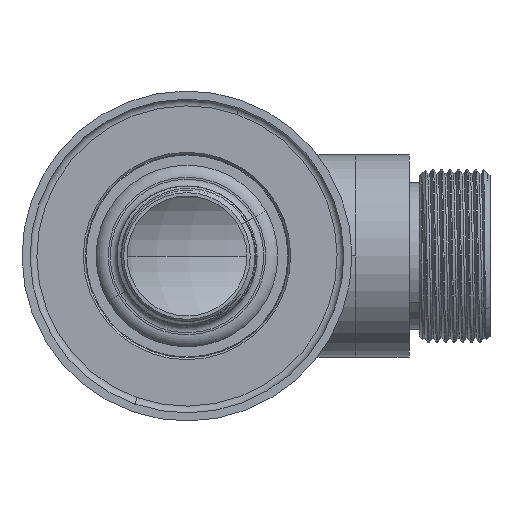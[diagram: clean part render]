
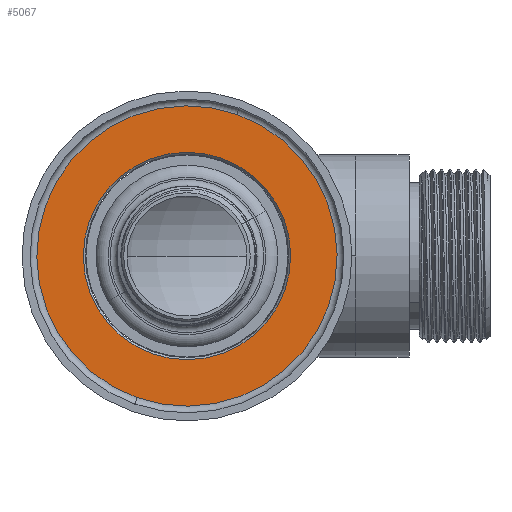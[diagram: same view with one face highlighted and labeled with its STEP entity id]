
A CAD part, front view. The second image highlights one B-rep face of the part: STEP entity #5067.
In plain terms, the highlighted planar face has unit normal (0, -1, 0).
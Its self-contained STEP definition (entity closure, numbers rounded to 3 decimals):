
#176 = AXIS2_PLACEMENT_3D ( 'NONE', #1119, #4468, #6996 ) ;
#214 = DIRECTION ( 'NONE',  ( -0.332, 0., -0.943 ) ) ;
#540 = CARTESIAN_POINT ( 'NONE',  ( 0., 0., 0. ) ) ;
#1119 = CARTESIAN_POINT ( 'NONE',  ( 0., 0., 0. ) ) ;
#1170 = CARTESIAN_POINT ( 'NONE',  ( -5.107, 0., -14.528 ) ) ;
#1312 = CARTESIAN_POINT ( 'NONE',  ( 0., 0., 0. ) ) ;
#1871 = FACE_BOUND ( 'NONE', #6044, .T. ) ;
#1967 = DIRECTION ( 'NONE',  ( 0., -1., 0. ) ) ;
#2106 = CARTESIAN_POINT ( 'NONE',  ( 5.107, 0., 14.528 ) ) ;
#3224 = EDGE_CURVE ( 'NONE', #8619, #5901, #5068, .T. ) ;
#3522 = FACE_OUTER_BOUND ( 'NONE', #5092, .T. ) ;
#3682 = DIRECTION ( 'NONE',  ( -0.332, 0., -0.943 ) ) ;
#4468 = DIRECTION ( 'NONE',  ( 0., 1., 0. ) ) ;
#4896 = CIRCLE ( 'NONE', #176, 15.4 ) ;
#4924 = ORIENTED_EDGE ( 'NONE', *, *, #9219, .T. ) ;
#4938 = CIRCLE ( 'NONE', #6701, 22.3 ) ;
#5067 = ADVANCED_FACE ( 'NONE', ( #1871, #3522 ), #7821, .T. ) ;
#5068 = CIRCLE ( 'NONE', #8288, 15.4 ) ;
#5092 = EDGE_LOOP ( 'NONE', ( #7528, #4924 ) ) ;
#5762 = AXIS2_PLACEMENT_3D ( 'NONE', #6983, #9624, #3682 ) ;
#5787 = EDGE_CURVE ( 'NONE', #5901, #8619, #4896, .T. ) ;
#5901 = VERTEX_POINT ( 'NONE', #1170 ) ;
#6044 = EDGE_LOOP ( 'NONE', ( #10749, #6098 ) ) ;
#6098 = ORIENTED_EDGE ( 'NONE', *, *, #3224, .T. ) ;
#6366 = DIRECTION ( 'NONE',  ( 0., 1., 0. ) ) ;
#6480 = DIRECTION ( 'NONE',  ( 0., -1., 0. ) ) ;
#6531 = DIRECTION ( 'NONE',  ( -0.332, 0., -0.943 ) ) ;
#6701 = AXIS2_PLACEMENT_3D ( 'NONE', #8627, #1967, #214 ) ;
#6960 = CARTESIAN_POINT ( 'NONE',  ( -7.396, 0., -21.038 ) ) ;
#6983 = CARTESIAN_POINT ( 'NONE',  ( -21.981, 0., 7.727 ) ) ;
#6996 = DIRECTION ( 'NONE',  ( -0.332, 0., -0.943 ) ) ;
#7402 = CARTESIAN_POINT ( 'NONE',  ( 7.396, 0., 21.038 ) ) ;
#7528 = ORIENTED_EDGE ( 'NONE', *, *, #9882, .T. ) ;
#7531 = VERTEX_POINT ( 'NONE', #7402 ) ;
#7785 = AXIS2_PLACEMENT_3D ( 'NONE', #540, #6480, #6531 ) ;
#7821 = PLANE ( 'NONE',  #5762 ) ;
#8182 = DIRECTION ( 'NONE',  ( -0.332, 0., -0.943 ) ) ;
#8288 = AXIS2_PLACEMENT_3D ( 'NONE', #1312, #6366, #8182 ) ;
#8481 = CIRCLE ( 'NONE', #7785, 22.3 ) ;
#8619 = VERTEX_POINT ( 'NONE', #2106 ) ;
#8627 = CARTESIAN_POINT ( 'NONE',  ( 0., 0., 0. ) ) ;
#9219 = EDGE_CURVE ( 'NONE', #7531, #10300, #4938, .T. ) ;
#9624 = DIRECTION ( 'NONE',  ( 0., -1., 0. ) ) ;
#9882 = EDGE_CURVE ( 'NONE', #10300, #7531, #8481, .T. ) ;
#10300 = VERTEX_POINT ( 'NONE', #6960 ) ;
#10749 = ORIENTED_EDGE ( 'NONE', *, *, #5787, .T. ) ;
